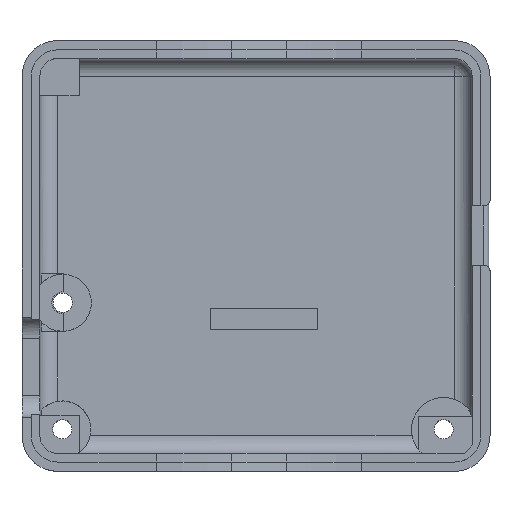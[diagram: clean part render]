
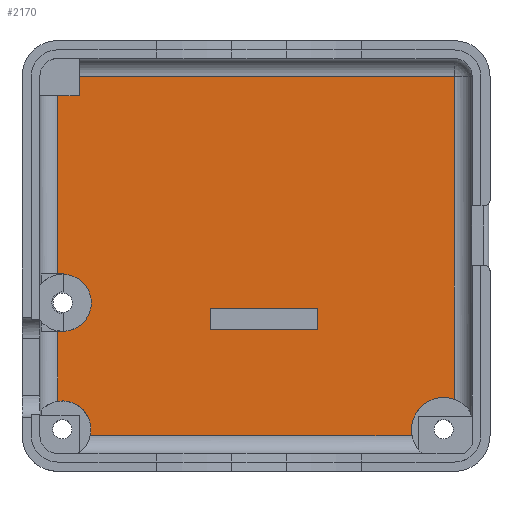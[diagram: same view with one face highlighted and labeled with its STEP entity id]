
A CAD part, top view. The second image highlights one B-rep face of the part: STEP entity #2170.
In plain terms, the highlighted planar face has unit normal (0, 0, 1).
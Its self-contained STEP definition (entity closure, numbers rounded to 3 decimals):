
#25=FACE_BOUND('',#274,.T.);
#60=PLANE('',#2364);
#150=FACE_OUTER_BOUND('',#273,.T.);
#273=EDGE_LOOP('',(#1727,#1728,#1729,#1730,#1731,#1732,#1733,#1734,#1735,
#1736,#1737,#1738,#1739));
#274=EDGE_LOOP('',(#1740,#1741,#1742,#1743));
#390=CIRCLE('',#2346,4.5);
#398=CIRCLE('',#2365,4.);
#399=CIRCLE('',#2366,4.);
#485=LINE('',#3359,#690);
#489=LINE('',#3367,#694);
#492=LINE('',#3373,#697);
#495=LINE('',#3378,#700);
#511=LINE('',#3444,#716);
#519=LINE('',#3470,#724);
#540=LINE('',#3525,#745);
#565=LINE('',#3614,#770);
#570=LINE('',#3655,#775);
#577=LINE('',#3675,#782);
#578=LINE('',#3681,#783);
#580=LINE('',#3684,#785);
#581=LINE('',#3687,#786);
#582=LINE('',#3689,#787);
#690=VECTOR('',#2597,10.);
#694=VECTOR('',#2603,10.);
#697=VECTOR('',#2608,10.);
#700=VECTOR('',#2613,10.);
#716=VECTOR('',#2659,10.);
#724=VECTOR('',#2675,10.);
#745=VECTOR('',#2716,10.);
#770=VECTOR('',#2771,10.);
#775=VECTOR('',#2792,10.);
#782=VECTOR('',#2815,10.);
#783=VECTOR('',#2824,10.);
#785=VECTOR('',#2828,10.);
#786=VECTOR('',#2831,10.);
#787=VECTOR('',#2832,10.);
#920=VERTEX_POINT('',#3357);
#921=VERTEX_POINT('',#3358);
#924=VERTEX_POINT('',#3366);
#926=VERTEX_POINT('',#3372);
#945=VERTEX_POINT('',#3441);
#946=VERTEX_POINT('',#3443);
#952=VERTEX_POINT('',#3461);
#975=VERTEX_POINT('',#3522);
#976=VERTEX_POINT('',#3524);
#1004=VERTEX_POINT('',#3604);
#1005=VERTEX_POINT('',#3613);
#1010=VERTEX_POINT('',#3637);
#1015=VERTEX_POINT('',#3672);
#1016=VERTEX_POINT('',#3674);
#1017=VERTEX_POINT('',#3680);
#1018=VERTEX_POINT('',#3686);
#1019=VERTEX_POINT('',#3688);
#1149=EDGE_CURVE('',#920,#921,#485,.T.);
#1153=EDGE_CURVE('',#924,#920,#489,.T.);
#1156=EDGE_CURVE('',#926,#924,#492,.T.);
#1159=EDGE_CURVE('',#921,#926,#495,.T.);
#1184=EDGE_CURVE('',#946,#945,#511,.T.);
#1194=EDGE_CURVE('',#952,#945,#519,.T.);
#1221=EDGE_CURVE('',#975,#976,#540,.T.);
#1256=EDGE_CURVE('',#1004,#1005,#565,.T.);
#1263=EDGE_CURVE('',#1004,#1010,#390,.T.);
#1269=EDGE_CURVE('',#976,#1010,#570,.T.);
#1279=EDGE_CURVE('',#1015,#1016,#577,.T.);
#1282=EDGE_CURVE('',#1017,#1016,#578,.T.);
#1284=EDGE_CURVE('',#975,#1017,#580,.T.);
#1285=EDGE_CURVE('',#1015,#1018,#581,.T.);
#1286=EDGE_CURVE('',#1018,#1019,#582,.T.);
#1287=EDGE_CURVE('',#1019,#946,#398,.T.);
#1288=EDGE_CURVE('',#952,#1005,#399,.T.);
#1727=ORIENTED_EDGE('',*,*,#1284,.T.);
#1728=ORIENTED_EDGE('',*,*,#1282,.T.);
#1729=ORIENTED_EDGE('',*,*,#1279,.F.);
#1730=ORIENTED_EDGE('',*,*,#1285,.T.);
#1731=ORIENTED_EDGE('',*,*,#1286,.T.);
#1732=ORIENTED_EDGE('',*,*,#1287,.T.);
#1733=ORIENTED_EDGE('',*,*,#1184,.T.);
#1734=ORIENTED_EDGE('',*,*,#1194,.F.);
#1735=ORIENTED_EDGE('',*,*,#1288,.T.);
#1736=ORIENTED_EDGE('',*,*,#1256,.F.);
#1737=ORIENTED_EDGE('',*,*,#1263,.T.);
#1738=ORIENTED_EDGE('',*,*,#1269,.F.);
#1739=ORIENTED_EDGE('',*,*,#1221,.F.);
#1740=ORIENTED_EDGE('',*,*,#1153,.T.);
#1741=ORIENTED_EDGE('',*,*,#1149,.T.);
#1742=ORIENTED_EDGE('',*,*,#1159,.T.);
#1743=ORIENTED_EDGE('',*,*,#1156,.T.);
#2170=ADVANCED_FACE('',(#150,#25),#60,.T.);
#2346=AXIS2_PLACEMENT_3D('',#3646,#2779,#2780);
#2364=AXIS2_PLACEMENT_3D('',#3685,#2829,#2830);
#2365=AXIS2_PLACEMENT_3D('',#3690,#2833,#2834);
#2366=AXIS2_PLACEMENT_3D('',#3691,#2835,#2836);
#2597=DIRECTION('',(1.,0.,0.));
#2603=DIRECTION('',(0.,1.,0.));
#2608=DIRECTION('',(-1.,0.,0.));
#2613=DIRECTION('',(0.,-1.,0.));
#2659=DIRECTION('',(-1.,0.,0.));
#2675=DIRECTION('',(0.,1.,0.));
#2716=DIRECTION('',(1.,0.,0.));
#2771=DIRECTION('',(-1.,0.,0.));
#2779=DIRECTION('center_axis',(0.,0.,-1.));
#2780=DIRECTION('ref_axis',(1.,0.,0.));
#2792=DIRECTION('',(0.,-1.,0.));
#2815=DIRECTION('',(0.,1.,0.));
#2824=DIRECTION('',(-1.,0.,0.));
#2828=DIRECTION('',(0.,-1.,0.));
#2829=DIRECTION('center_axis',(0.,0.,1.));
#2830=DIRECTION('ref_axis',(1.,0.,0.));
#2831=DIRECTION('',(1.,0.,0.));
#2832=DIRECTION('',(0.,-1.,0.));
#2833=DIRECTION('center_axis',(0.,0.,-1.));
#2834=DIRECTION('ref_axis',(1.,0.,0.));
#2835=DIRECTION('center_axis',(0.,0.,-1.));
#2836=DIRECTION('ref_axis',(1.,0.,0.));
#3357=CARTESIAN_POINT('',(-5.847,-8.465,-6.));
#3358=CARTESIAN_POINT('',(9.153,-8.465,-6.));
#3359=CARTESIAN_POINT('',(-2.664,-8.465,-6.));
#3366=CARTESIAN_POINT('',(-5.847,-11.465,-6.));
#3367=CARTESIAN_POINT('',(-5.847,-6.311,-6.));
#3372=CARTESIAN_POINT('',(9.153,-11.465,-6.));
#3373=CARTESIAN_POINT('',(4.836,-11.465,-6.));
#3378=CARTESIAN_POINT('',(9.153,-4.811,-6.));
#3441=CARTESIAN_POINT('',(-27.25,-11.698,-6.));
#3443=CARTESIAN_POINT('',(-26.495,-11.698,-6.));
#3444=CARTESIAN_POINT('',(-12.988,-11.698,-6.));
#3461=CARTESIAN_POINT('',(-27.25,-21.499,-6.));
#3470=CARTESIAN_POINT('',(-27.25,-13.735,-6.));
#3522=CARTESIAN_POINT('',(-24.261,24.,-6.));
#3524=CARTESIAN_POINT('',(28.288,24.,-6.));
#3525=CARTESIAN_POINT('',(-13.366,24.,-6.));
#3604=CARTESIAN_POINT('',(22.379,-26.313,-6.));
#3613=CARTESIAN_POINT('',(-22.701,-26.313,-6.));
#3614=CARTESIAN_POINT('',(14.403,-26.313,-6.));
#3637=CARTESIAN_POINT('',(28.288,-21.214,-6.));
#3646=CARTESIAN_POINT('Origin',(26.798,-25.46,-6.));
#3655=CARTESIAN_POINT('',(28.288,11.422,-6.));
#3672=CARTESIAN_POINT('',(-27.25,-3.661,-6.));
#3674=CARTESIAN_POINT('',(-27.25,21.281,-6.));
#3675=CARTESIAN_POINT('',(-27.25,-13.735,-6.));
#3680=CARTESIAN_POINT('',(-24.261,21.281,-6.));
#3681=CARTESIAN_POINT('',(-11.871,21.281,-6.));
#3684=CARTESIAN_POINT('',(-24.261,13.062,-6.));
#3685=CARTESIAN_POINT('Origin',(0.519,-1.156,-6.));
#3686=CARTESIAN_POINT('',(-26.495,-3.661,-6.));
#3687=CARTESIAN_POINT('',(-14.616,-3.661,-6.));
#3688=CARTESIAN_POINT('',(-26.495,-3.698,-6.));
#3689=CARTESIAN_POINT('',(-26.495,-2.409,-6.));
#3690=CARTESIAN_POINT('Origin',(-26.542,-7.698,-6.));
#3691=CARTESIAN_POINT('Origin',(-26.606,-25.446,-6.));
